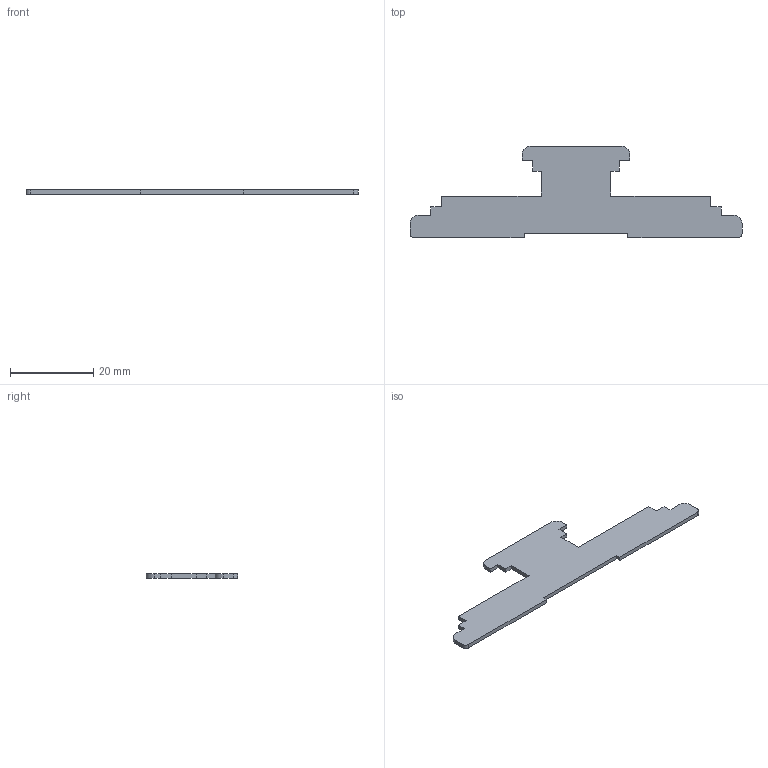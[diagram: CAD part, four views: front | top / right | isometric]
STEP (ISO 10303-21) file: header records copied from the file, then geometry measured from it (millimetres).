
FILE_DESCRIPTION((''),'2;1');
FILE_NAME('SP965_extern.ipt.step','2007-09-10T15:12:28',(''),(''),'Autodesk Inventor 11','Autodesk Inventor 11','');
FILE_SCHEMA(('AUTOMOTIVE_DESIGN { 1 0 10303 214 1 1 1 1 }'));
Length unit declared in the file: millimetre
Products named in the file (1): SP965_extern
Bounding box: 80 x 22 x 1 mm (x, y, z)
Volume: 954.9 mm3; surface area: 2129.9 mm2
Topology: 1 solids, 1 shells, 36 faces, 102 edges, 68 vertices
Faces by surface type: plane 30, cylinder 6
Entity records: 1181 total; most frequent: CARTESIAN_POINT 207, ORIENTED_EDGE 204, DIRECTION 188, EDGE_CURVE 102, VECTOR 90, LINE 90, VERTEX_POINT 68, AXIS2_PLACEMENT_3D 49
